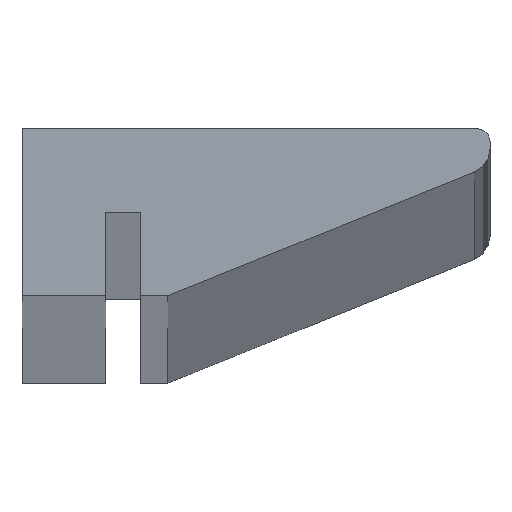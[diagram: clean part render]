
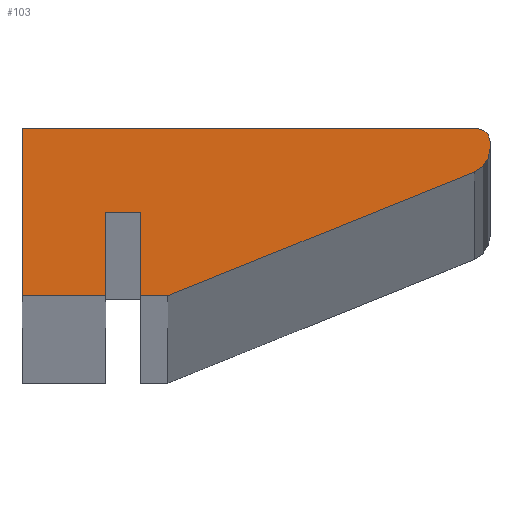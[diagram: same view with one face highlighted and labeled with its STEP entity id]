
A CAD part, top view. The second image highlights one B-rep face of the part: STEP entity #103.
In plain terms, the highlighted planar face has unit normal (0, 0, 1).
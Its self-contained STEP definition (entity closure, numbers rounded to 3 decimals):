
#1 = LINE ( 'NONE', #153, #311 ) ;
#2 = EDGE_CURVE ( 'NONE', #362, #434, #376, .T. ) ;
#7 = VECTOR ( 'NONE', #284, 1000. ) ;
#18 = DIRECTION ( 'NONE',  ( 1., 0., 0. ) ) ;
#23 = LINE ( 'NONE', #555, #333 ) ;
#29 = CARTESIAN_POINT ( 'NONE',  ( 28., 8.801, 0. ) ) ;
#37 = ORIENTED_EDGE ( 'NONE', *, *, #301, .T. ) ;
#39 = CARTESIAN_POINT ( 'NONE',  ( 8.72, 0., 0. ) ) ;
#49 = CARTESIAN_POINT ( 'NONE',  ( 7.1, 5., 0. ) ) ;
#53 = EDGE_CURVE ( 'NONE', #412, #123, #1, .T. ) ;
#54 = VECTOR ( 'NONE', #18, 1000. ) ;
#57 = CARTESIAN_POINT ( 'NONE',  ( 28., 9.25, 0. ) ) ;
#83 = CARTESIAN_POINT ( 'NONE',  ( 5., 5., 0. ) ) ;
#86 = EDGE_CURVE ( 'NONE', #605, #412, #260, .T. ) ;
#98 = CARTESIAN_POINT ( 'NONE',  ( 5., 0., 0. ) ) ;
#100 = ORIENTED_EDGE ( 'NONE', *, *, #553, .T. ) ;
#103 = ADVANCED_FACE ( 'NONE', ( #509 ), #560, .F. ) ;
#114 = VERTEX_POINT ( 'NONE', #29 ) ;
#117 = CARTESIAN_POINT ( 'NONE',  ( 26.5, 8.801, 0. ) ) ;
#122 = DIRECTION ( 'NONE',  ( 0., 0., -1. ) ) ;
#123 = VERTEX_POINT ( 'NONE', #318 ) ;
#126 = DIRECTION ( 'NONE',  ( 0., 0., 1. ) ) ;
#131 = VERTEX_POINT ( 'NONE', #378 ) ;
#153 = CARTESIAN_POINT ( 'NONE',  ( 27.25, 10., 0. ) ) ;
#154 = VECTOR ( 'NONE', #590, 1000. ) ;
#160 = EDGE_CURVE ( 'NONE', #131, #186, #620, .T. ) ;
#161 = CARTESIAN_POINT ( 'NONE',  ( 7.1, 0., 0. ) ) ;
#164 = DIRECTION ( 'NONE',  ( 0., 1., 0. ) ) ;
#182 = CARTESIAN_POINT ( 'NONE',  ( 0., 0., 0. ) ) ;
#186 = VERTEX_POINT ( 'NONE', #194 ) ;
#189 = VECTOR ( 'NONE', #428, 1000. ) ;
#194 = CARTESIAN_POINT ( 'NONE',  ( 5., 0., 0. ) ) ;
#211 = ORIENTED_EDGE ( 'NONE', *, *, #2, .T. ) ;
#216 = CARTESIAN_POINT ( 'NONE',  ( 27.25, 9.25, 0. ) ) ;
#221 = ORIENTED_EDGE ( 'NONE', *, *, #576, .T. ) ;
#223 = ORIENTED_EDGE ( 'NONE', *, *, #86, .T. ) ;
#235 = CARTESIAN_POINT ( 'NONE',  ( 7.1, 5., 0. ) ) ;
#244 = LINE ( 'NONE', #98, #7 ) ;
#260 = CIRCLE ( 'NONE', #343, 0.75 ) ;
#278 = ORIENTED_EDGE ( 'NONE', *, *, #436, .T. ) ;
#283 = ORIENTED_EDGE ( 'NONE', *, *, #603, .T. ) ;
#284 = DIRECTION ( 'NONE',  ( 0., 1., 0. ) ) ;
#299 = AXIS2_PLACEMENT_3D ( 'NONE', #471, #126, #327 ) ;
#301 = EDGE_CURVE ( 'NONE', #123, #131, #559, .T. ) ;
#302 = CARTESIAN_POINT ( 'NONE',  ( 0., 10., 0. ) ) ;
#307 = DIRECTION ( 'NONE',  ( -1., 0., 0. ) ) ;
#310 = VERTEX_POINT ( 'NONE', #449 ) ;
#311 = VECTOR ( 'NONE', #505, 1000. ) ;
#317 = ORIENTED_EDGE ( 'NONE', *, *, #160, .T. ) ;
#318 = CARTESIAN_POINT ( 'NONE',  ( 0., 10., 0. ) ) ;
#321 = VECTOR ( 'NONE', #626, 1000. ) ;
#327 = DIRECTION ( 'NONE',  ( -1., 0., 0. ) ) ;
#330 = CARTESIAN_POINT ( 'NONE',  ( 27.25, 10., 0. ) ) ;
#331 = DIRECTION ( 'NONE',  ( 1., 0., 0. ) ) ;
#332 = EDGE_LOOP ( 'NONE', ( #37, #317, #359, #211, #278, #283, #100, #567, #221, #223, #542 ) ) ;
#333 = VECTOR ( 'NONE', #164, 1000. ) ;
#343 = AXIS2_PLACEMENT_3D ( 'NONE', #216, #520, #557 ) ;
#359 = ORIENTED_EDGE ( 'NONE', *, *, #532, .T. ) ;
#362 = VERTEX_POINT ( 'NONE', #83 ) ;
#376 = LINE ( 'NONE', #579, #189 ) ;
#378 = CARTESIAN_POINT ( 'NONE',  ( 0., 0., 0. ) ) ;
#380 = LINE ( 'NONE', #235, #154 ) ;
#382 = AXIS2_PLACEMENT_3D ( 'NONE', #117, #122, #307 ) ;
#391 = EDGE_CURVE ( 'NONE', #468, #114, #539, .T. ) ;
#394 = VECTOR ( 'NONE', #451, 1000. ) ;
#412 = VERTEX_POINT ( 'NONE', #330 ) ;
#428 = DIRECTION ( 'NONE',  ( 1., 0., 0. ) ) ;
#431 = VERTEX_POINT ( 'NONE', #498 ) ;
#434 = VERTEX_POINT ( 'NONE', #49 ) ;
#436 = EDGE_CURVE ( 'NONE', #434, #431, #380, .T. ) ;
#438 = CARTESIAN_POINT ( 'NONE',  ( 27.062, 7.411, 0. ) ) ;
#449 = CARTESIAN_POINT ( 'NONE',  ( 8.72, 0., 0. ) ) ;
#451 = DIRECTION ( 'NONE',  ( 0., -1., 0. ) ) ;
#458 = LINE ( 'NONE', #161, #54 ) ;
#468 = VERTEX_POINT ( 'NONE', #438 ) ;
#471 = CARTESIAN_POINT ( 'NONE',  ( 26.5, 8.801, 0. ) ) ;
#486 = LINE ( 'NONE', #39, #321 ) ;
#498 = CARTESIAN_POINT ( 'NONE',  ( 7.1, 0., 0. ) ) ;
#505 = DIRECTION ( 'NONE',  ( -1., 0., 0. ) ) ;
#509 = FACE_OUTER_BOUND ( 'NONE', #332, .T. ) ;
#520 = DIRECTION ( 'NONE',  ( 0., 0., 1. ) ) ;
#532 = EDGE_CURVE ( 'NONE', #186, #362, #244, .T. ) ;
#539 = CIRCLE ( 'NONE', #299, 1.5 ) ;
#542 = ORIENTED_EDGE ( 'NONE', *, *, #53, .T. ) ;
#553 = EDGE_CURVE ( 'NONE', #310, #468, #486, .T. ) ;
#555 = CARTESIAN_POINT ( 'NONE',  ( 28., 9.25, 0. ) ) ;
#557 = DIRECTION ( 'NONE',  ( 1., 0., 0. ) ) ;
#559 = LINE ( 'NONE', #302, #394 ) ;
#560 = PLANE ( 'NONE',  #382 ) ;
#567 = ORIENTED_EDGE ( 'NONE', *, *, #391, .T. ) ;
#576 = EDGE_CURVE ( 'NONE', #114, #605, #23, .T. ) ;
#579 = CARTESIAN_POINT ( 'NONE',  ( 5., 5., 0. ) ) ;
#587 = VECTOR ( 'NONE', #331, 1000. ) ;
#590 = DIRECTION ( 'NONE',  ( 0., -1., 0. ) ) ;
#603 = EDGE_CURVE ( 'NONE', #431, #310, #458, .T. ) ;
#605 = VERTEX_POINT ( 'NONE', #57 ) ;
#620 = LINE ( 'NONE', #182, #587 ) ;
#626 = DIRECTION ( 'NONE',  ( 0.927, 0.375, 0. ) ) ;
